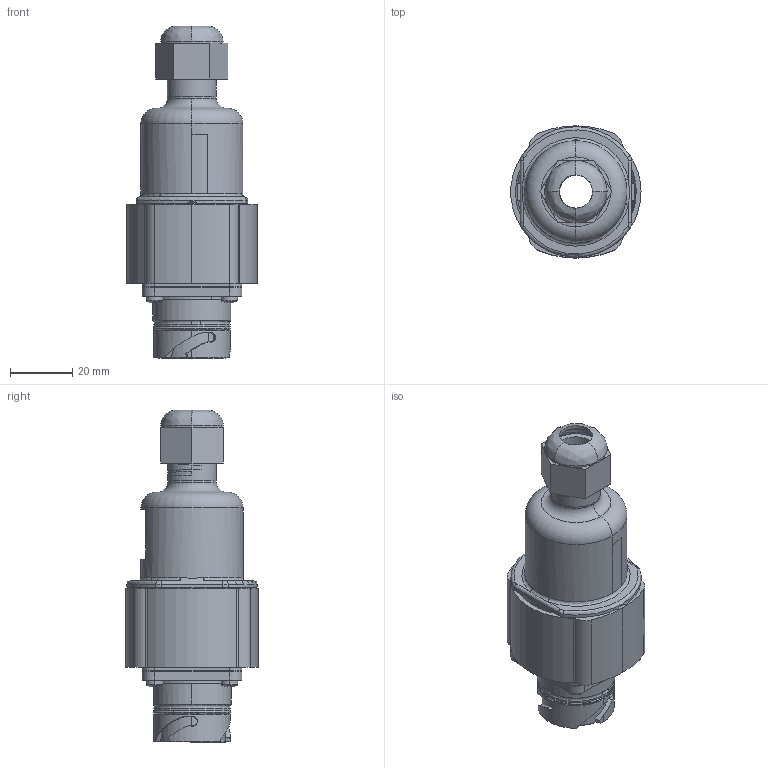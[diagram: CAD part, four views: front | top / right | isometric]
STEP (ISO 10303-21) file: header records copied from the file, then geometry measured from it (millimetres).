
FILE_DESCRIPTION(('CATIA V5 STEP Exchange','CAx-IF Rec.Pracs.--- Model Styling and Organization---1.4--- 2014-01-23'),'2;1');
FILE_NAME ('005106-3_0', '2022-02-28T09:40:17+00:00', ('none'), ('Weidmueller'), 'CATIA Version 5-6 Release 2016 SP3 HF44', 'CATIA V5 STEP AP214', 'none');
FILE_SCHEMA(('AUTOMOTIVE_DESIGN { 1 0 10303 214 1 1 1 1 }'));
Length unit declared in the file: millimetre
Products named in the file (1): 1061820000
Bounding box: 41.72 x 42.4 x 106.48 mm (x, y, z)
Volume: 37568.7 mm3; surface area: 34946.6 mm2
Topology: 12 solids, 12 shells, 853 faces, 2358 edges, 1529 vertices
Faces by surface type: plane 385, cylinder 224, torus 94, bspline 64, cone 46, extrusion 24, sphere 16
Entity records: 37461 total; most frequent: CARTESIAN_POINT 17765, ORIENTED_EDGE 4716, DIRECTION 2977, EDGE_CURVE 2358, VERTEX_POINT 1529, AXIS2_PLACEMENT_3D 1219, VECTOR 1085, LINE 1061
